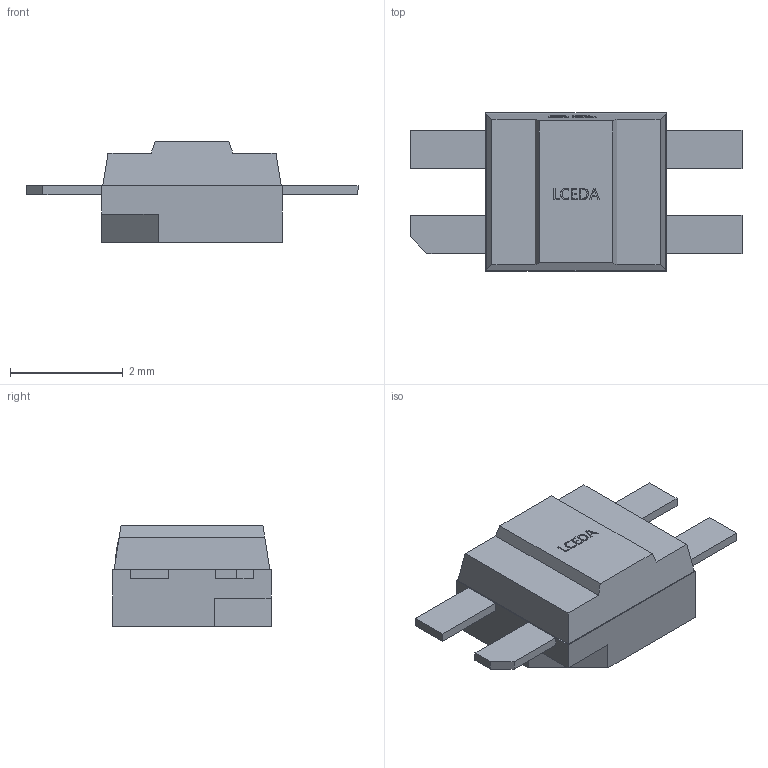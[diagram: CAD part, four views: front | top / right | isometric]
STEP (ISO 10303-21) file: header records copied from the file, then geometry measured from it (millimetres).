
FILE_DESCRIPTION (( 'STEP AP214' ), '1' );
FILE_NAME ('LED-SMD_L3.2-W2.8-TR.step', '2022-07-08T12:48:12', ( '' ), ( '' ), 'SwSTEP 2.0', 'SolidWorks 2020', '' );
FILE_SCHEMA (( 'AUTOMOTIVE_DESIGN' ));
Length unit declared in the file: millimetre
Products named in the file (1): LED-SMD_L3.2-W2.8-TR
Bounding box: 5.88 x 2.8 x 1.78 mm (x, y, z)
Volume: 14.4 mm3; surface area: 45.9 mm2
Topology: 1 solids, 1 shells, 324 faces, 870 edges, 580 vertices
Faces by surface type: plane 210, bspline 112, cone 2
Entity records: 14201 total; most frequent: CARTESIAN_POINT 3879, ORIENTED_EDGE 1740, DIRECTION 1072, EDGE_CURVE 870, LINE 638, VECTOR 638, VERTEX_POINT 580, EDGE_LOOP 356
